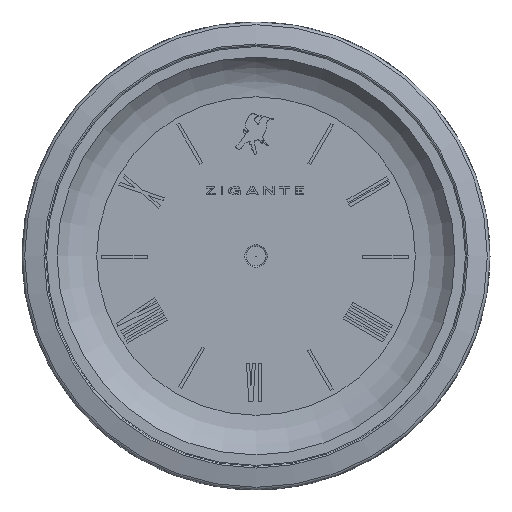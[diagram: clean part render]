
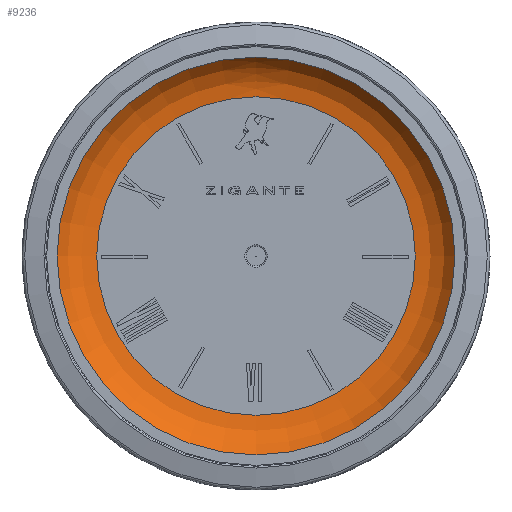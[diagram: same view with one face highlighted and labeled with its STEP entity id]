
A CAD part, top view. The second image highlights one B-rep face of the part: STEP entity #9236.
In plain terms, the highlighted toroidal (fillet/blend) face has major radius 13.613 mm and minor radius 4.041 mm.
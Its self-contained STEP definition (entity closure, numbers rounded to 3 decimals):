
#57=TOROIDAL_SURFACE('',#9912,13.613,4.041);
#1064=FACE_OUTER_BOUND('',#1626,.T.);
#1626=EDGE_LOOP('',(#8382,#8383,#8384,#8385));
#1710=CIRCLE('',#9362,13.613);
#1828=CIRCLE('',#9698,17.);
#1925=CIRCLE('',#9913,4.041);
#3814=VERTEX_POINT('',#12577);
#4304=VERTEX_POINT('',#14927);
#4729=EDGE_CURVE('',#3814,#3814,#1710,.T.);
#5467=EDGE_CURVE('',#4304,#4304,#1828,.T.);
#5862=EDGE_CURVE('',#4304,#3814,#1925,.T.);
#8382=ORIENTED_EDGE('',*,*,#5467,.T.);
#8383=ORIENTED_EDGE('',*,*,#5862,.T.);
#8384=ORIENTED_EDGE('',*,*,#4729,.T.);
#8385=ORIENTED_EDGE('',*,*,#5862,.F.);
#9236=ADVANCED_FACE('',(#1064),#57,.F.);
#9362=AXIS2_PLACEMENT_3D('',#12578,#10188,#10189);
#9698=AXIS2_PLACEMENT_3D('',#14928,#11356,#11357);
#9912=AXIS2_PLACEMENT_3D('',#17260,#11965,#11966);
#9913=AXIS2_PLACEMENT_3D('',#17261,#11967,#11968);
#10188=DIRECTION('center_axis',(0.,0.,-1.));
#10189=DIRECTION('ref_axis',(0.,-1.,0.));
#11356=DIRECTION('center_axis',(0.,0.,1.));
#11357=DIRECTION('ref_axis',(1.,0.,0.));
#11965=DIRECTION('center_axis',(0.,0.,1.));
#11966=DIRECTION('ref_axis',(0.,-1.,0.));
#11967=DIRECTION('center_axis',(-1.,0.,0.));
#11968=DIRECTION('ref_axis',(0.,1.,0.));
#12577=CARTESIAN_POINT('',(0.,13.613,5.742));
#12578=CARTESIAN_POINT('Origin',(0.,0.,5.742));
#14927=CARTESIAN_POINT('',(0.,17.,7.578));
#14928=CARTESIAN_POINT('Origin',(0.,0.,7.578));
#17260=CARTESIAN_POINT('Origin',(0.,0.,9.783));
#17261=CARTESIAN_POINT('Origin',(0.,13.613,
9.783));
